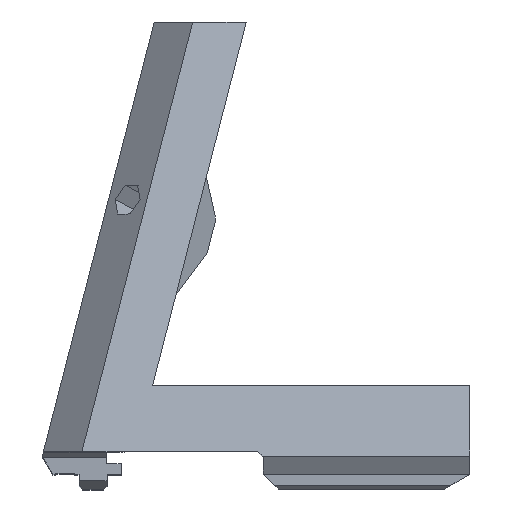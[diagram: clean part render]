
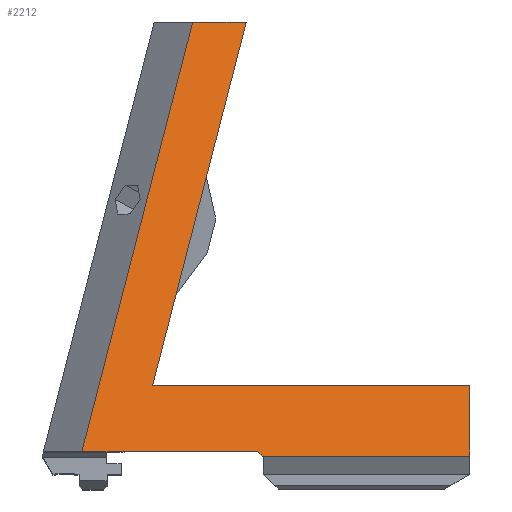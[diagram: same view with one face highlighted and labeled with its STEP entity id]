
A CAD part, top view. The second image highlights one B-rep face of the part: STEP entity #2212.
In plain terms, the highlighted planar face has unit normal (0, 0.249, 0.968).
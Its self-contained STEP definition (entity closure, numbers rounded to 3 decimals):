
#135=FACE_OUTER_BOUND('',#255,.T.);
#255=EDGE_LOOP('',(#1868,#1869,#1870,#1871,#1872,#1873,#1874,#1875));
#472=LINE('',#3348,#770);
#479=LINE('',#3361,#777);
#494=LINE('',#3396,#792);
#504=LINE('',#3414,#802);
#509=LINE('',#3423,#807);
#536=LINE('',#3483,#834);
#555=LINE('',#3510,#853);
#557=LINE('',#3513,#855);
#770=VECTOR('',#2717,1000.);
#777=VECTOR('',#2728,1000.);
#792=VECTOR('',#2757,1000.);
#802=VECTOR('',#2771,1000.);
#807=VECTOR('',#2778,1000.);
#834=VECTOR('',#2827,1000.);
#853=VECTOR('',#2858,1000.);
#855=VECTOR('',#2862,1000.);
#1024=VERTEX_POINT('',#3345);
#1025=VERTEX_POINT('',#3347);
#1029=VERTEX_POINT('',#3359);
#1040=VERTEX_POINT('',#3392);
#1042=VERTEX_POINT('',#3395);
#1048=VERTEX_POINT('',#3413);
#1049=VERTEX_POINT('',#3419);
#1051=VERTEX_POINT('',#3422);
#1282=EDGE_CURVE('',#1024,#1025,#472,.T.);
#1289=EDGE_CURVE('',#1029,#1024,#479,.T.);
#1305=EDGE_CURVE('',#1042,#1040,#494,.T.);
#1315=EDGE_CURVE('',#1048,#1042,#504,.T.);
#1320=EDGE_CURVE('',#1051,#1049,#509,.T.);
#1350=EDGE_CURVE('',#1049,#1048,#536,.T.);
#1369=EDGE_CURVE('',#1040,#1025,#555,.T.);
#1371=EDGE_CURVE('',#1051,#1029,#557,.T.);
#1868=ORIENTED_EDGE('',*,*,#1282,.F.);
#1869=ORIENTED_EDGE('',*,*,#1289,.F.);
#1870=ORIENTED_EDGE('',*,*,#1371,.F.);
#1871=ORIENTED_EDGE('',*,*,#1320,.T.);
#1872=ORIENTED_EDGE('',*,*,#1350,.T.);
#1873=ORIENTED_EDGE('',*,*,#1315,.T.);
#1874=ORIENTED_EDGE('',*,*,#1305,.T.);
#1875=ORIENTED_EDGE('',*,*,#1369,.T.);
#2101=PLANE('',#2342);
#2212=ADVANCED_FACE('',(#135),#2101,.F.);
#2342=AXIS2_PLACEMENT_3D('',#3512,#2860,#2861);
#2717=DIRECTION('',(1.,0.,0.));
#2728=DIRECTION('',(-0.242,-0.94,0.242));
#2757=DIRECTION('',(1.,0.,0.));
#2771=DIRECTION('',(0.696,-0.696,0.179));
#2778=DIRECTION('',(-0.242,-0.94,0.242));
#2827=DIRECTION('',(1.,0.,0.));
#2858=DIRECTION('',(0.,0.968,-0.25));
#2860=DIRECTION('center_axis',(0.,-0.25,-0.968));
#2861=DIRECTION('ref_axis',(0.,0.968,-0.25));
#2862=DIRECTION('',(1.,0.,0.));
#3345=CARTESIAN_POINT('',(-218.913,513.973,10.471));
#3347=CARTESIAN_POINT('',(-133.911,513.973,10.471));
#3348=CARTESIAN_POINT('',(-219.911,513.973,10.471));
#3359=CARTESIAN_POINT('',(-193.82,611.347,-14.621));
#3361=CARTESIAN_POINT('',(-197.452,597.253,-10.989));
#3392=CARTESIAN_POINT('',(-133.911,494.942,15.376));
#3395=CARTESIAN_POINT('',(-189.56,494.942,15.376));
#3396=CARTESIAN_POINT('',(-133.911,494.942,15.376));
#3413=CARTESIAN_POINT('',(-190.718,496.1,15.077));
#3414=CARTESIAN_POINT('',(-107.907,413.289,36.417));
#3419=CARTESIAN_POINT('',(-237.865,496.1,15.077));
#3422=CARTESIAN_POINT('',(-208.167,611.347,-14.621));
#3423=CARTESIAN_POINT('',(-205.078,623.334,-17.71));
#3483=CARTESIAN_POINT('',(50.282,496.1,15.077));
#3510=CARTESIAN_POINT('',(-133.911,561.627,-1.809));
#3512=CARTESIAN_POINT('Origin',(50.282,561.627,-1.809));
#3513=CARTESIAN_POINT('',(53.909,611.347,-14.621));
